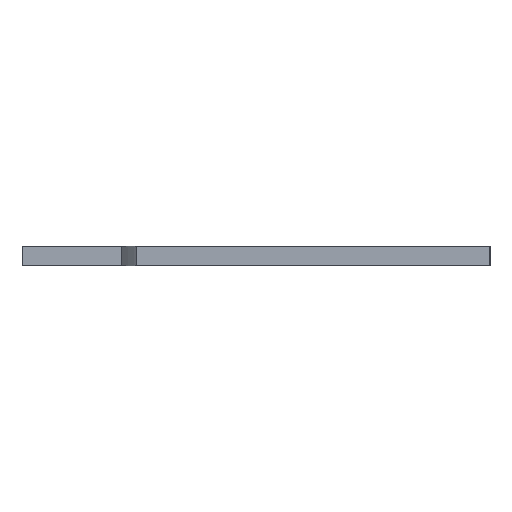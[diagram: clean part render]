
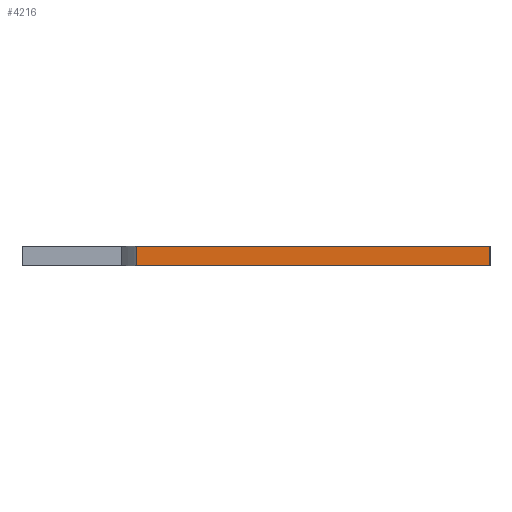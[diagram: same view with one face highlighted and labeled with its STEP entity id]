
A CAD part, left-side view. The second image highlights one B-rep face of the part: STEP entity #4216.
In plain terms, the highlighted face is a extrusion surface.
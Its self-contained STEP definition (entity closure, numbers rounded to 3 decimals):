
#84 = PLANE('',#85);
#85 = AXIS2_PLACEMENT_3D('',#86,#87,#88);
#86 = CARTESIAN_POINT('',(16.634,-2.462,0.5));
#87 = DIRECTION('',(0.,0.,1.));
#88 = DIRECTION('',(1.,0.,0.));
#137 = PLANE('',#138);
#138 = AXIS2_PLACEMENT_3D('',#139,#140,#141);
#139 = CARTESIAN_POINT('',(16.634,-2.462,0.));
#140 = DIRECTION('',(0.,0.,1.));
#141 = DIRECTION('',(1.,0.,0.));
#618 = VERTEX_POINT('',#619);
#619 = CARTESIAN_POINT('',(0.,-2.904,0.));
#631 = SURFACE_OF_LINEAR_EXTRUSION('',#632,#635);
#632 = B_SPLINE_CURVE_WITH_KNOTS('',1,(#633,#634),.UNSPECIFIED.,.F.,.F.,
  (2,2),(0.,6.151),.PIECEWISE_BEZIER_KNOTS.);
#633 = CARTESIAN_POINT('',(0.,-2.904,0.));
#634 = CARTESIAN_POINT('',(1.736,-2.904,0.));
#635 = VECTOR('',#636,1.);
#636 = DIRECTION('',(-0.,-0.,-1.));
#644 = EDGE_CURVE('',#645,#618,#647,.T.);
#645 = VERTEX_POINT('',#646);
#646 = CARTESIAN_POINT('',(0.,-11.836,0.));
#647 = SURFACE_CURVE('',#648,(#651,#657),.PCURVE_S1.);
#648 = B_SPLINE_CURVE_WITH_KNOTS('',1,(#649,#650),.UNSPECIFIED.,.F.,.F.,
  (2,2),(0.,31.65),.PIECEWISE_BEZIER_KNOTS.);
#649 = CARTESIAN_POINT('',(0.,-11.836,0.));
#650 = CARTESIAN_POINT('',(0.,-2.904,0.));
#651 = PCURVE('',#137,#652);
#652 = DEFINITIONAL_REPRESENTATION('',(#653),#656);
#653 = B_SPLINE_CURVE_WITH_KNOTS('',1,(#654,#655),.UNSPECIFIED.,.F.,.F.,
  (2,2),(0.,31.65),.PIECEWISE_BEZIER_KNOTS.);
#654 = CARTESIAN_POINT('',(-16.634,-9.374));
#655 = CARTESIAN_POINT('',(-16.634,-0.442));
#656 = ( GEOMETRIC_REPRESENTATION_CONTEXT(2) 
PARAMETRIC_REPRESENTATION_CONTEXT() REPRESENTATION_CONTEXT('2D SPACE',''
  ) );
#657 = PCURVE('',#658,#664);
#658 = SURFACE_OF_LINEAR_EXTRUSION('',#659,#662);
#659 = B_SPLINE_CURVE_WITH_KNOTS('',1,(#660,#661),.UNSPECIFIED.,.F.,.F.,
  (2,2),(0.,31.65),.PIECEWISE_BEZIER_KNOTS.);
#660 = CARTESIAN_POINT('',(0.,-11.836,0.));
#661 = CARTESIAN_POINT('',(0.,-2.904,0.));
#662 = VECTOR('',#663,1.);
#663 = DIRECTION('',(-0.,-0.,-1.));
#664 = DEFINITIONAL_REPRESENTATION('',(#665),#669);
#665 = LINE('',#666,#667);
#666 = CARTESIAN_POINT('',(0.,0.));
#667 = VECTOR('',#668,1.);
#668 = DIRECTION('',(1.,0.));
#669 = ( GEOMETRIC_REPRESENTATION_CONTEXT(2) 
PARAMETRIC_REPRESENTATION_CONTEXT() REPRESENTATION_CONTEXT('2D SPACE',''
  ) );
#685 = SURFACE_OF_LINEAR_EXTRUSION('',#686,#689);
#686 = B_SPLINE_CURVE_WITH_KNOTS('',1,(#687,#688),.UNSPECIFIED.,.F.,.F.,
  (2,2),(0.,58.94),.PIECEWISE_BEZIER_KNOTS.);
#687 = CARTESIAN_POINT('',(16.634,-11.836,0.));
#688 = CARTESIAN_POINT('',(0.,-11.836,0.));
#689 = VECTOR('',#690,1.);
#690 = DIRECTION('',(-0.,-0.,-1.));
#1329 = VERTEX_POINT('',#1330);
#1330 = CARTESIAN_POINT('',(0.,-2.904,0.5));
#1349 = EDGE_CURVE('',#1350,#1329,#1352,.T.);
#1350 = VERTEX_POINT('',#1351);
#1351 = CARTESIAN_POINT('',(0.,-11.836,0.5));
#1352 = SURFACE_CURVE('',#1353,(#1356,#1362),.PCURVE_S1.);
#1353 = B_SPLINE_CURVE_WITH_KNOTS('',1,(#1354,#1355),.UNSPECIFIED.,.F.,
  .F.,(2,2),(0.,31.65),.PIECEWISE_BEZIER_KNOTS.);
#1354 = CARTESIAN_POINT('',(0.,-11.836,0.5));
#1355 = CARTESIAN_POINT('',(0.,-2.904,0.5));
#1356 = PCURVE('',#84,#1357);
#1357 = DEFINITIONAL_REPRESENTATION('',(#1358),#1361);
#1358 = B_SPLINE_CURVE_WITH_KNOTS('',1,(#1359,#1360),.UNSPECIFIED.,.F.,
  .F.,(2,2),(0.,31.65),.PIECEWISE_BEZIER_KNOTS.);
#1359 = CARTESIAN_POINT('',(-16.634,-9.374));
#1360 = CARTESIAN_POINT('',(-16.634,-0.442));
#1361 = ( GEOMETRIC_REPRESENTATION_CONTEXT(2) 
PARAMETRIC_REPRESENTATION_CONTEXT() REPRESENTATION_CONTEXT('2D SPACE',''
  ) );
#1362 = PCURVE('',#658,#1363);
#1363 = DEFINITIONAL_REPRESENTATION('',(#1364),#1368);
#1364 = LINE('',#1365,#1366);
#1365 = CARTESIAN_POINT('',(0.,-0.5));
#1366 = VECTOR('',#1367,1.);
#1367 = DIRECTION('',(1.,0.));
#1368 = ( GEOMETRIC_REPRESENTATION_CONTEXT(2) 
PARAMETRIC_REPRESENTATION_CONTEXT() REPRESENTATION_CONTEXT('2D SPACE',''
  ) );
#4168 = EDGE_CURVE('',#645,#1350,#4169,.T.);
#4169 = SURFACE_CURVE('',#4170,(#4174,#4181),.PCURVE_S1.);
#4170 = LINE('',#4171,#4172);
#4171 = CARTESIAN_POINT('',(0.,-11.836,0.));
#4172 = VECTOR('',#4173,1.);
#4173 = DIRECTION('',(0.,0.,1.));
#4174 = PCURVE('',#685,#4175);
#4175 = DEFINITIONAL_REPRESENTATION('',(#4176),#4180);
#4176 = LINE('',#4177,#4178);
#4177 = CARTESIAN_POINT('',(58.94,0.));
#4178 = VECTOR('',#4179,1.);
#4179 = DIRECTION('',(0.,-1.));
#4180 = ( GEOMETRIC_REPRESENTATION_CONTEXT(2) 
PARAMETRIC_REPRESENTATION_CONTEXT() REPRESENTATION_CONTEXT('2D SPACE',''
  ) );
#4181 = PCURVE('',#658,#4182);
#4182 = DEFINITIONAL_REPRESENTATION('',(#4183),#4187);
#4183 = LINE('',#4184,#4185);
#4184 = CARTESIAN_POINT('',(0.,0.));
#4185 = VECTOR('',#4186,1.);
#4186 = DIRECTION('',(0.,-1.));
#4187 = ( GEOMETRIC_REPRESENTATION_CONTEXT(2) 
PARAMETRIC_REPRESENTATION_CONTEXT() REPRESENTATION_CONTEXT('2D SPACE',''
  ) );
#4216 = ADVANCED_FACE('',(#4217),#658,.T.);
#4217 = FACE_BOUND('',#4218,.T.);
#4218 = EDGE_LOOP('',(#4219,#4220,#4221,#4242));
#4219 = ORIENTED_EDGE('',*,*,#4168,.T.);
#4220 = ORIENTED_EDGE('',*,*,#1349,.T.);
#4221 = ORIENTED_EDGE('',*,*,#4222,.F.);
#4222 = EDGE_CURVE('',#618,#1329,#4223,.T.);
#4223 = SURFACE_CURVE('',#4224,(#4228,#4235),.PCURVE_S1.);
#4224 = LINE('',#4225,#4226);
#4225 = CARTESIAN_POINT('',(0.,-2.904,0.));
#4226 = VECTOR('',#4227,1.);
#4227 = DIRECTION('',(0.,0.,1.));
#4228 = PCURVE('',#658,#4229);
#4229 = DEFINITIONAL_REPRESENTATION('',(#4230),#4234);
#4230 = LINE('',#4231,#4232);
#4231 = CARTESIAN_POINT('',(31.65,0.));
#4232 = VECTOR('',#4233,1.);
#4233 = DIRECTION('',(0.,-1.));
#4234 = ( GEOMETRIC_REPRESENTATION_CONTEXT(2) 
PARAMETRIC_REPRESENTATION_CONTEXT() REPRESENTATION_CONTEXT('2D SPACE',''
  ) );
#4235 = PCURVE('',#631,#4236);
#4236 = DEFINITIONAL_REPRESENTATION('',(#4237),#4241);
#4237 = LINE('',#4238,#4239);
#4238 = CARTESIAN_POINT('',(0.,0.));
#4239 = VECTOR('',#4240,1.);
#4240 = DIRECTION('',(0.,-1.));
#4241 = ( GEOMETRIC_REPRESENTATION_CONTEXT(2) 
PARAMETRIC_REPRESENTATION_CONTEXT() REPRESENTATION_CONTEXT('2D SPACE',''
  ) );
#4242 = ORIENTED_EDGE('',*,*,#644,.F.);
